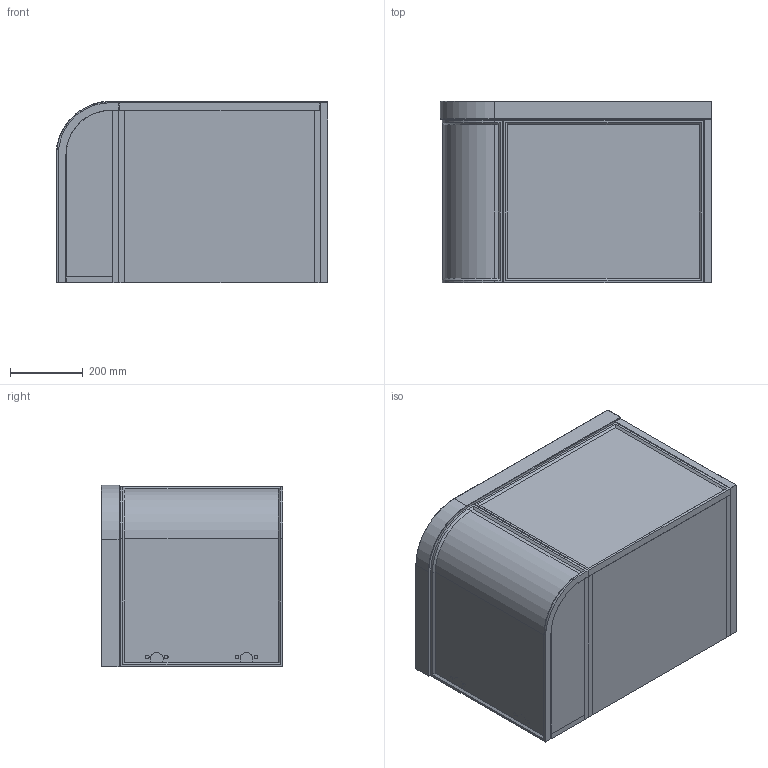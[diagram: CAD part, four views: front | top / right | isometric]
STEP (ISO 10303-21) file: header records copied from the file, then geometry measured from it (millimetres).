
FILE_DESCRIPTION (( 'STEP AP214' ), '1' );
FILE_NAME ('2355640.STEP', '2023-09-28T23:18:05', ( '' ), ( '' ), 'SwSTEP 2.0', 'SolidWorks 2021', '' );
FILE_SCHEMA (( 'AUTOMOTIVE_DESIGN' ));
Length unit declared in the file: millimetre
Products named in the file (10): 750 Benchtop (50mm) SINGLE END (NO CUTOUT); 900 Drawer Kado Era; Kado Era 750 (DRAWER) SINGLE END; 2355640; 900 INTERNAL Drawer Kado Era; Filler Panel; Kado Era 900 Carcass (DRAWER); End Carcass LEFT; Kado Era Curved End Panel
Assembly tree (9 placements, depth 4):
  2355640
    Kado Era 750 (DRAWER) SINGLE END
      Kado Era 900 Carcass (DRAWER)
      End Carcass LEFT
      Kado Era Curved End Panel
      900 INTERNAL Drawer Kado Era
      900 Drawer Kado Era
        900 Drawer Kado Era
      Filler Panel
      750 Benchtop (50mm) SINGLE END (NO CUTOUT)
Bounding box: 748.5 x 500 x 500 mm (x, y, z)
Volume: 49484535 mm3; surface area: 7055380.6 mm2
Topology: 31 solids, 31 shells, 323 faces, 723 edges, 462 vertices
Faces by surface type: plane 278, cylinder 33, sphere 8, cone 4
Entity records: 10445 total; most frequent: CARTESIAN_POINT 1514, DIRECTION 1457, ORIENTED_EDGE 1430, EDGE_CURVE 715, VECTOR 647, LINE 647, VERTEX_POINT 462, AXIS2_PLACEMENT_3D 405
